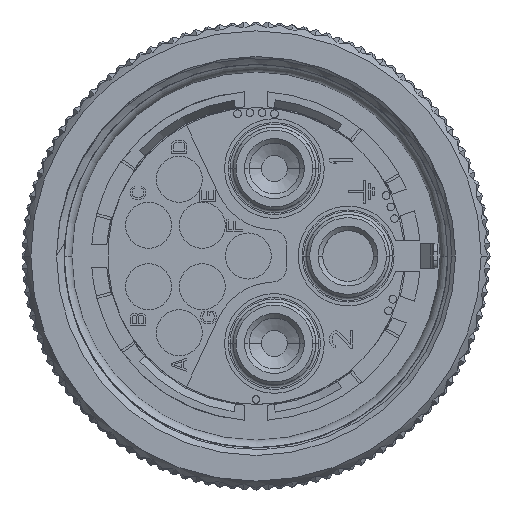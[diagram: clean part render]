
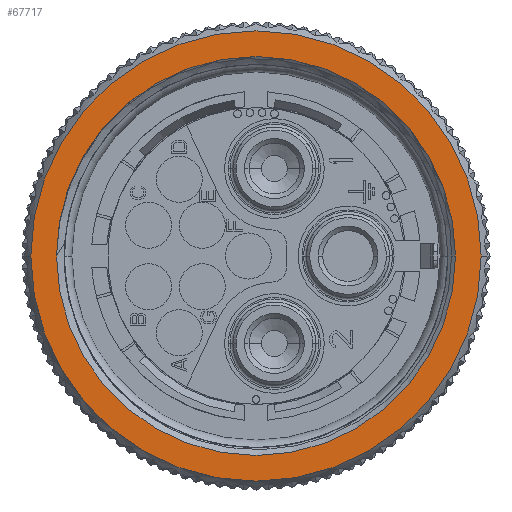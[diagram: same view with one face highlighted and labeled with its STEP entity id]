
A CAD part, left-side view. The second image highlights one B-rep face of the part: STEP entity #67717.
In plain terms, the highlighted planar face has unit normal (-1, 0, 0).
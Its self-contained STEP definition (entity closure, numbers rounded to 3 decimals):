
#2113=CARTESIAN_POINT('',(0.,0.,0.));
#2114=DIRECTION('',(-1.,0.,0.));
#2115=DIRECTION('',(0.,1.,0.));
#2116=AXIS2_PLACEMENT_3D('',#2113,#2114,#2115);
#2118=CARTESIAN_POINT('',(0.,0.,0.));
#2119=DIRECTION('',(1.,0.,0.));
#2120=DIRECTION('',(0.,1.,0.));
#2121=AXIS2_PLACEMENT_3D('',#2118,#2119,#2120);
#2178=CARTESIAN_POINT('',(0.,0.,0.));
#2179=DIRECTION('',(1.,0.,0.));
#2180=DIRECTION('',(0.,1.,0.));
#2181=AXIS2_PLACEMENT_3D('',#2178,#2179,#2180);
#2455=CARTESIAN_POINT('',(0.,0.,0.));
#2456=DIRECTION('',(-1.,0.,0.));
#2457=DIRECTION('',(0.,1.,0.));
#2458=AXIS2_PLACEMENT_3D('',#2455,#2456,#2457);
#58650=CARTESIAN_POINT('',(0.,14.673,0.));
#58651=CARTESIAN_POINT('',(0.,-14.673,0.));
#58652=VERTEX_POINT('',#58650);
#58653=VERTEX_POINT('',#58651);
#58654=CARTESIAN_POINT('',(0.,13.,0.));
#58655=CARTESIAN_POINT('',(0.,-13.,0.));
#58656=VERTEX_POINT('',#58654);
#58657=VERTEX_POINT('',#58655);
#67702=CARTESIAN_POINT('',(0.,0.,0.));
#67703=DIRECTION('',(1.,0.,0.));
#67704=DIRECTION('',(0.,-1.,0.));
#67705=AXIS2_PLACEMENT_3D('',#67702,#67703,#67704);
#67706=PLANE('279',#67705);
#67707=ORIENTED_EDGE('5540',*,*,#67451,.F.);
#67708=ORIENTED_EDGE('5522',*,*,#67213,.T.);
#67709=EDGE_LOOP('279',(#67707,#67708));
#67710=FACE_OUTER_BOUND('279',#67709,.F.);
#67712=ORIENTED_EDGE('5600',*,*,#67711,.F.);
#67714=ORIENTED_EDGE('5523',*,*,#67713,.T.);
#67715=EDGE_LOOP('279',(#67712,#67714));
#67716=FACE_BOUND('279',#67715,.F.);
#2117=CIRCLE('5540',#2116,14.673);
#2122=CIRCLE('5522',#2121,14.673);
#2182=CIRCLE('5600',#2181,13.);
#2459=CIRCLE('5523',#2458,13.);
#67213=EDGE_CURVE('5522',#58652,#58653,#2122,.T.);
#67451=EDGE_CURVE('5540',#58652,#58653,#2117,.T.);
#67711=EDGE_CURVE('5600',#58656,#58657,#2182,.T.);
#67713=EDGE_CURVE('5523',#58656,#58657,#2459,.T.);
#67717=ADVANCED_FACE('279',(#67710,#67716),#67706,.F.);
